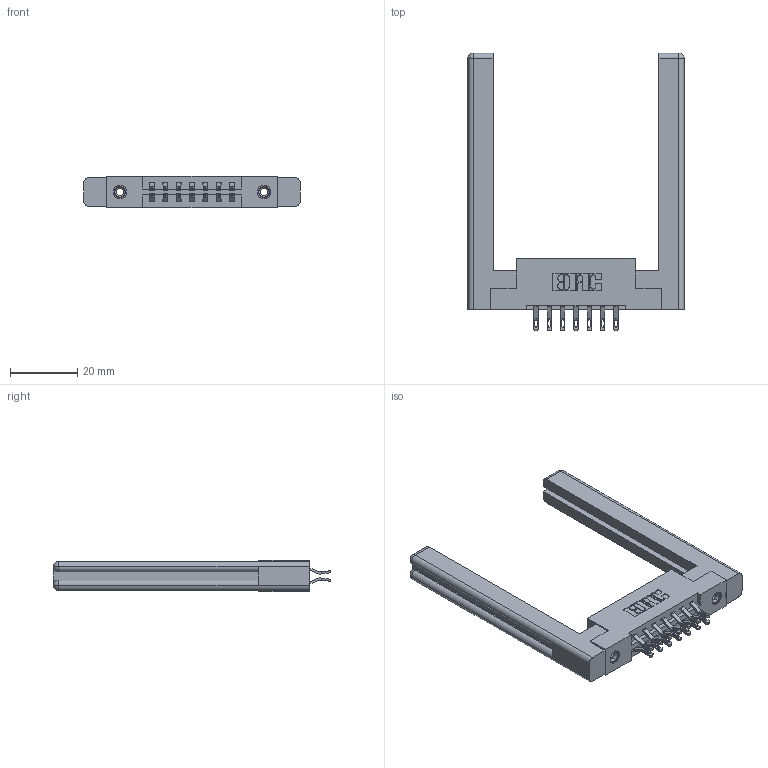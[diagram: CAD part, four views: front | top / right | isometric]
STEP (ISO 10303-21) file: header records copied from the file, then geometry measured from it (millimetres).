
FILE_DESCRIPTION (( 'STEP AP203' ), '1' );
FILE_NAME ('337-014-555-258.STEP', '2019-10-08T11:56:13', ( '' ), ( '' ), 'SwSTEP 2.0', 'SolidWorks 2016', '' );
FILE_SCHEMA (( 'CONFIG_CONTROL_DESIGN' ));
Length unit declared in the file: inch
Products named in the file (5): 345-292-001_555 Tail; 337 Part_Flush Mounting Lugs - 0.156 Dia-TI; 337-014-555-258; 345-250-001_345-250-001-102; 307-220-058
Assembly tree (19 placements, depth 2):
  337-014-555-258
    337 Part_Flush Mounting Lugs - 0.156 Dia-TI
    345-292-001_555 Tail  x14
    345-250-001_345-250-001-102  x2
    307-220-058  x2
Bounding box: 64.36 x 82.56 x 9.4 mm (x, y, z)
Volume: 13500.2 mm3; surface area: 12047.4 mm2
Topology: 19 solids, 19 shells, 1096 faces, 3311 edges, 2194 vertices
Faces by surface type: plane 658, cylinder 414, cone 12, torus 12
Entity records: 12914 total; most frequent: CARTESIAN_POINT 2247, ORIENTED_EDGE 2092, DIRECTION 1962, EDGE_CURVE 1046, LINE 850, VECTOR 850, VERTEX_POINT 690, AXIS2_PLACEMENT_3D 556
